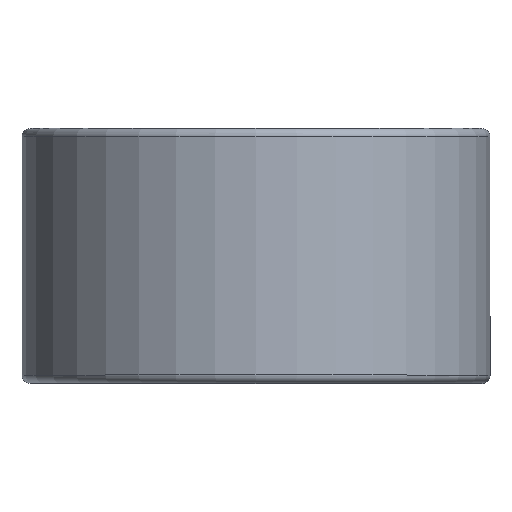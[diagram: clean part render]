
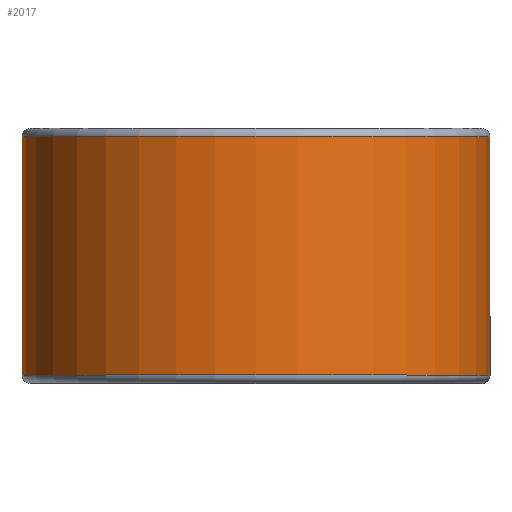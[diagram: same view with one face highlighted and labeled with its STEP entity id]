
A CAD part, top view. The second image highlights one B-rep face of the part: STEP entity #2017.
In plain terms, the highlighted cylindrical face has radius 21.857 mm (diameter 43.713 mm), a partial arc.
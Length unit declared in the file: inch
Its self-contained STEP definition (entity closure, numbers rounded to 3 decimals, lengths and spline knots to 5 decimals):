
#4 = DIRECTION ( 'NONE',  ( 0., 0., -1. ) ) ;
#9 = FACE_OUTER_BOUND ( 'NONE', #1400, .T. ) ;
#115 = ORIENTED_EDGE ( 'NONE', *, *, #1763, .F. ) ;
#167 = DIRECTION ( 'NONE',  ( 0., 1., 0. ) ) ;
#383 = CARTESIAN_POINT ( 'NONE',  ( 0., 0.43875, -0.8605 ) ) ;
#428 = CIRCLE ( 'NONE', #1145, 0.8605 ) ;
#511 = CARTESIAN_POINT ( 'NONE',  ( 0.8605, -0.43875, 0. ) ) ;
#523 = LINE ( 'NONE', #383, #1281 ) ;
#648 = CARTESIAN_POINT ( 'NONE',  ( 0., 0.43875, -0.8605 ) ) ;
#653 = CIRCLE ( 'NONE', #1306, 0.8605 ) ;
#724 = CYLINDRICAL_SURFACE ( 'NONE', #1769, 0.8605 ) ;
#727 = DIRECTION ( 'NONE',  ( 0., 1., 0. ) ) ;
#788 = DIRECTION ( 'NONE',  ( 0., -1., 0. ) ) ;
#837 = ORIENTED_EDGE ( 'NONE', *, *, #976, .F. ) ;
#894 = DIRECTION ( 'NONE',  ( 0., 0., -1. ) ) ;
#922 = ORIENTED_EDGE ( 'NONE', *, *, #2068, .T. ) ;
#976 = EDGE_CURVE ( 'NONE', #1909, #1942, #523, .T. ) ;
#1098 = CARTESIAN_POINT ( 'NONE',  ( 0., 0.4375, 0. ) ) ;
#1145 = AXIS2_PLACEMENT_3D ( 'NONE', #1975, #788, #2098 ) ;
#1257 = CARTESIAN_POINT ( 'NONE',  ( 0., -0.43875, -0.8605 ) ) ;
#1281 = VECTOR ( 'NONE', #167, 39.37008 ) ;
#1282 = DIRECTION ( 'NONE',  ( 0., -1., 0. ) ) ;
#1306 = AXIS2_PLACEMENT_3D ( 'NONE', #2307, #1282, #4 ) ;
#1400 = EDGE_LOOP ( 'NONE', ( #922, #1921, #837, #115 ) ) ;
#1416 = VERTEX_POINT ( 'NONE', #511 ) ;
#1420 = CARTESIAN_POINT ( 'NONE',  ( 0.8605, 0.43875, 0. ) ) ;
#1503 = VECTOR ( 'NONE', #727, 39.37008 ) ;
#1763 = EDGE_CURVE ( 'NONE', #1416, #1909, #428, .T. ) ;
#1769 = AXIS2_PLACEMENT_3D ( 'NONE', #1098, #2315, #894 ) ;
#1785 = VERTEX_POINT ( 'NONE', #1420 ) ;
#1909 = VERTEX_POINT ( 'NONE', #1257 ) ;
#1921 = ORIENTED_EDGE ( 'NONE', *, *, #2117, .T. ) ;
#1942 = VERTEX_POINT ( 'NONE', #648 ) ;
#1975 = CARTESIAN_POINT ( 'NONE',  ( 0., -0.43875, 0. ) ) ;
#2017 = ADVANCED_FACE ( 'NONE', ( #9 ), #724, .T. ) ;
#2068 = EDGE_CURVE ( 'NONE', #1416, #1785, #2445, .T. ) ;
#2098 = DIRECTION ( 'NONE',  ( 0., 0., -1. ) ) ;
#2117 = EDGE_CURVE ( 'NONE', #1785, #1942, #653, .T. ) ;
#2307 = CARTESIAN_POINT ( 'NONE',  ( 0., 0.43875, 0. ) ) ;
#2315 = DIRECTION ( 'NONE',  ( 0., -1., 0. ) ) ;
#2357 = CARTESIAN_POINT ( 'NONE',  ( 0.8605, 0.43875, 0. ) ) ;
#2445 = LINE ( 'NONE', #2357, #1503 ) ;
